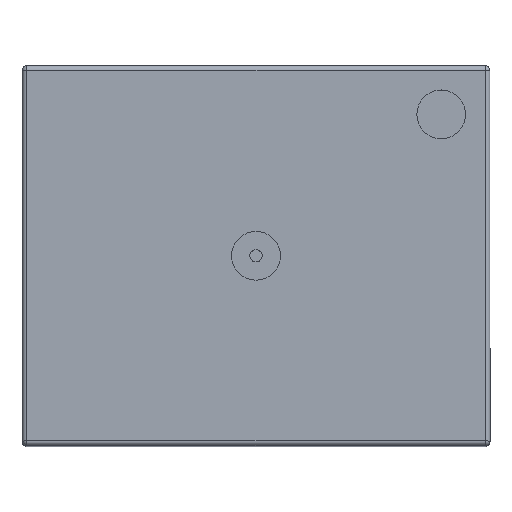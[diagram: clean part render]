
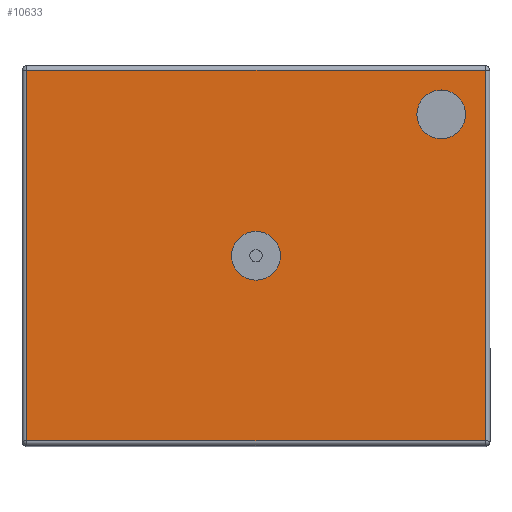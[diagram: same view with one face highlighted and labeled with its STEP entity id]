
A CAD part, top view. The second image highlights one B-rep face of the part: STEP entity #10633.
In plain terms, the highlighted planar face has unit normal (0, 0, 1).
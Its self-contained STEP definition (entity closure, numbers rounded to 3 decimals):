
#28 = ORIENTED_EDGE ( 'NONE', *, *, #10253, .F. ) ;
#263 = DIRECTION ( 'NONE',  ( 0., 0., 1. ) ) ;
#625 = AXIS2_PLACEMENT_3D ( 'NONE', #10017, #2270, #5964 ) ;
#662 = EDGE_CURVE ( 'NONE', #14526, #3881, #15347, .T. ) ;
#688 = EDGE_CURVE ( 'NONE', #7954, #5198, #14122, .T. ) ;
#689 = AXIS2_PLACEMENT_3D ( 'NONE', #15150, #8942, #2217 ) ;
#817 = DIRECTION ( 'NONE',  ( 0., 0., 1. ) ) ;
#1078 = CARTESIAN_POINT ( 'NONE',  ( 8.6, 5.8, 0. ) ) ;
#1804 = VECTOR ( 'NONE', #4954, 1000. ) ;
#2096 = ORIENTED_EDGE ( 'NONE', *, *, #16235, .F. ) ;
#2110 = CARTESIAN_POINT ( 'NONE',  ( 0., 0., 0. ) ) ;
#2217 = DIRECTION ( 'NONE',  ( 1., 0., 0. ) ) ;
#2234 = EDGE_LOOP ( 'NONE', ( #28, #7431 ) ) ;
#2270 = DIRECTION ( 'NONE',  ( 0., 0., 1. ) ) ;
#2293 = DIRECTION ( 'NONE',  ( 0., -1., 0. ) ) ;
#2336 = DIRECTION ( 'NONE',  ( 1., 0., 0. ) ) ;
#2757 = CIRCLE ( 'NONE', #5765, 1. ) ;
#2843 = FACE_BOUND ( 'NONE', #2234, .T. ) ;
#3627 = LINE ( 'NONE', #13914, #5282 ) ;
#3649 = EDGE_LOOP ( 'NONE', ( #6202, #2096 ) ) ;
#3881 = VERTEX_POINT ( 'NONE', #5767 ) ;
#3982 = CARTESIAN_POINT ( 'NONE',  ( 0., 0., 0. ) ) ;
#4110 = ORIENTED_EDGE ( 'NONE', *, *, #8142, .T. ) ;
#4208 = DIRECTION ( 'NONE',  ( 1., 0., 0. ) ) ;
#4663 = AXIS2_PLACEMENT_3D ( 'NONE', #15668, #263, #4208 ) ;
#4684 = CARTESIAN_POINT ( 'NONE',  ( 9.4, 0., 0. ) ) ;
#4685 = VERTEX_POINT ( 'NONE', #7195 ) ;
#4954 = DIRECTION ( 'NONE',  ( -1., 0., 0. ) ) ;
#5198 = VERTEX_POINT ( 'NONE', #6794 ) ;
#5282 = VECTOR ( 'NONE', #2336, 1000. ) ;
#5765 = AXIS2_PLACEMENT_3D ( 'NONE', #3982, #11886, #16795 ) ;
#5767 = CARTESIAN_POINT ( 'NONE',  ( 6.6, 5.8, 0. ) ) ;
#5941 = CARTESIAN_POINT ( 'NONE',  ( -1., 0., 0. ) ) ;
#5964 = DIRECTION ( 'NONE',  ( 1., 0., 0. ) ) ;
#6050 = DIRECTION ( 'NONE',  ( 1., 0., 0. ) ) ;
#6202 = ORIENTED_EDGE ( 'NONE', *, *, #662, .F. ) ;
#6695 = VECTOR ( 'NONE', #2293, 1000. ) ;
#6794 = CARTESIAN_POINT ( 'NONE',  ( -9.4, 7.6, 0. ) ) ;
#7195 = CARTESIAN_POINT ( 'NONE',  ( 9.4, -7.6, 0. ) ) ;
#7309 = CARTESIAN_POINT ( 'NONE',  ( -9.4, 0., 0. ) ) ;
#7330 = CARTESIAN_POINT ( 'NONE',  ( 9.4, 7.6, 0. ) ) ;
#7431 = ORIENTED_EDGE ( 'NONE', *, *, #9164, .F. ) ;
#7954 = VERTEX_POINT ( 'NONE', #7330 ) ;
#8142 = EDGE_CURVE ( 'NONE', #4685, #7954, #16229, .T. ) ;
#8942 = DIRECTION ( 'NONE',  ( 0., 0., 1. ) ) ;
#9021 = ORIENTED_EDGE ( 'NONE', *, *, #16056, .T. ) ;
#9031 = VERTEX_POINT ( 'NONE', #9695 ) ;
#9164 = EDGE_CURVE ( 'NONE', #10398, #9031, #13062, .T. ) ;
#9304 = FACE_BOUND ( 'NONE', #3649, .T. ) ;
#9695 = CARTESIAN_POINT ( 'NONE',  ( 1., 0., 0. ) ) ;
#9733 = ORIENTED_EDGE ( 'NONE', *, *, #688, .T. ) ;
#9809 = ORIENTED_EDGE ( 'NONE', *, *, #16557, .T. ) ;
#10017 = CARTESIAN_POINT ( 'NONE',  ( 7.6, 5.8, 0. ) ) ;
#10253 = EDGE_CURVE ( 'NONE', #9031, #10398, #2757, .T. ) ;
#10398 = VERTEX_POINT ( 'NONE', #5941 ) ;
#10633 = ADVANCED_FACE ( 'NONE', ( #9304, #2843, #15578 ), #13157, .T. ) ;
#11413 = VECTOR ( 'NONE', #12676, 1000. ) ;
#11886 = DIRECTION ( 'NONE',  ( 0., 0., 1. ) ) ;
#12321 = CIRCLE ( 'NONE', #625, 1. ) ;
#12676 = DIRECTION ( 'NONE',  ( 0., 1., 0. ) ) ;
#13062 = CIRCLE ( 'NONE', #15200, 1. ) ;
#13157 = PLANE ( 'NONE',  #4663 ) ;
#13695 = CARTESIAN_POINT ( 'NONE',  ( -9.4, -7.6, 0. ) ) ;
#13914 = CARTESIAN_POINT ( 'NONE',  ( 0., -7.6, 0. ) ) ;
#14122 = LINE ( 'NONE', #16572, #1804 ) ;
#14526 = VERTEX_POINT ( 'NONE', #1078 ) ;
#14956 = VERTEX_POINT ( 'NONE', #13695 ) ;
#15150 = CARTESIAN_POINT ( 'NONE',  ( 7.6, 5.8, 0. ) ) ;
#15200 = AXIS2_PLACEMENT_3D ( 'NONE', #2110, #817, #6050 ) ;
#15347 = CIRCLE ( 'NONE', #689, 1. ) ;
#15578 = FACE_OUTER_BOUND ( 'NONE', #16137, .T. ) ;
#15668 = CARTESIAN_POINT ( 'NONE',  ( 0., 0., 0. ) ) ;
#16056 = EDGE_CURVE ( 'NONE', #5198, #14956, #16474, .T. ) ;
#16137 = EDGE_LOOP ( 'NONE', ( #9809, #4110, #9733, #9021 ) ) ;
#16229 = LINE ( 'NONE', #4684, #11413 ) ;
#16235 = EDGE_CURVE ( 'NONE', #3881, #14526, #12321, .T. ) ;
#16474 = LINE ( 'NONE', #7309, #6695 ) ;
#16557 = EDGE_CURVE ( 'NONE', #14956, #4685, #3627, .T. ) ;
#16572 = CARTESIAN_POINT ( 'NONE',  ( 0., 7.6, 0. ) ) ;
#16795 = DIRECTION ( 'NONE',  ( 1., 0., 0. ) ) ;
